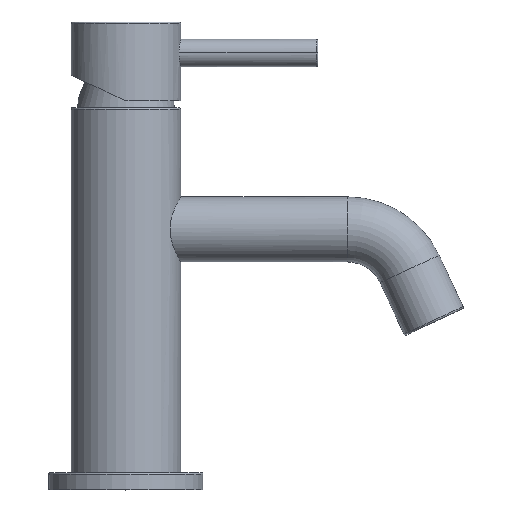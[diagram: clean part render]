
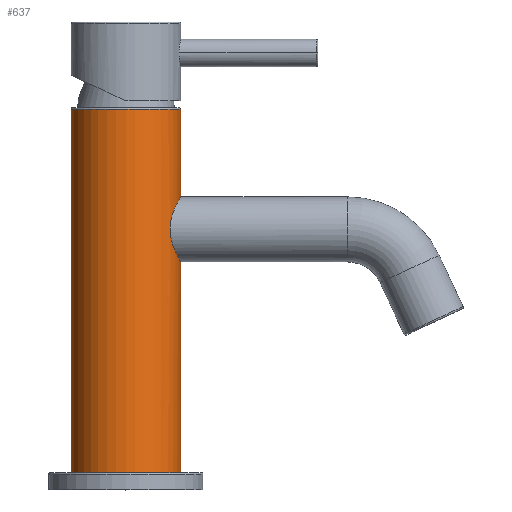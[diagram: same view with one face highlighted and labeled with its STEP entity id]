
A CAD part, top view. The second image highlights one B-rep face of the part: STEP entity #637.
In plain terms, the highlighted cylindrical face has radius 16 mm (diameter 32 mm), a partial arc.
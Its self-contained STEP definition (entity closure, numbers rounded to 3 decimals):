
#59=CARTESIAN_POINT('',(0.,111.,0.));
#60=DIRECTION('',(0.,1.,0.));
#61=DIRECTION('',(-1.,0.,0.));
#62=AXIS2_PLACEMENT_3D('',#59,#60,#61);
#64=CARTESIAN_POINT('',(16.,85.5,0.));
#65=CARTESIAN_POINT('',(16.,85.5,0.606));
#66=CARTESIAN_POINT('',(15.932,85.386,1.795));
#67=CARTESIAN_POINT('',(15.641,84.886,3.509));
#68=CARTESIAN_POINT('',(15.206,84.103,5.059));
#69=CARTESIAN_POINT('',(14.668,83.052,6.443));
#70=CARTESIAN_POINT('',(14.089,81.77,7.615));
#71=CARTESIAN_POINT('',(13.537,80.27,8.546));
#72=CARTESIAN_POINT('',(13.108,78.646,9.181));
#73=CARTESIAN_POINT('',(12.866,76.897,9.512));
#74=CARTESIAN_POINT('',(12.863,75.154,9.516));
#75=CARTESIAN_POINT('',(13.097,73.409,9.196));
#76=CARTESIAN_POINT('',(13.52,71.782,8.573));
#77=CARTESIAN_POINT('',(14.073,70.269,7.644));
#78=CARTESIAN_POINT('',(14.656,68.972,6.471));
#79=CARTESIAN_POINT('',(15.2,67.906,5.075));
#80=CARTESIAN_POINT('',(15.64,67.115,3.515));
#81=CARTESIAN_POINT('',(15.933,66.613,1.79));
#82=CARTESIAN_POINT('',(16.,66.5,0.604));
#83=CARTESIAN_POINT('',(16.,66.5,0.));
#85=DIRECTION('',(0.,1.,0.));
#86=VECTOR('',#85,106.);
#87=CARTESIAN_POINT('',(-16.,5.,0.));
#88=LINE('',#87,#86);
#94=DIRECTION('',(0.,1.,0.));
#95=VECTOR('',#94,61.5);
#96=CARTESIAN_POINT('',(16.,5.,0.));
#97=LINE('',#96,#95);
#98=CARTESIAN_POINT('',(16.,66.5,0.));
#117=CARTESIAN_POINT('',(16.,85.5,0.));
#119=DIRECTION('',(0.,1.,0.));
#120=VECTOR('',#119,25.5);
#121=CARTESIAN_POINT('',(16.,85.5,0.));
#122=LINE('',#121,#120);
#128=CARTESIAN_POINT('',(0.,5.,0.));
#129=DIRECTION('',(0.,1.,0.));
#130=DIRECTION('',(-1.,0.,0.));
#131=AXIS2_PLACEMENT_3D('',#128,#129,#130);
#439=CARTESIAN_POINT('',(16.,5.,0.));
#440=CARTESIAN_POINT('',(-16.,5.,0.));
#441=VERTEX_POINT('',#439);
#442=VERTEX_POINT('',#440);
#451=VERTEX_POINT('',#98);
#452=VERTEX_POINT('',#117);
#479=CARTESIAN_POINT('',(16.,111.,0.));
#480=CARTESIAN_POINT('',(-16.,111.,0.));
#481=VERTEX_POINT('',#479);
#482=VERTEX_POINT('',#480);
#619=CARTESIAN_POINT('',(0.,5.,0.));
#620=DIRECTION('',(0.,1.,0.));
#621=DIRECTION('',(1.,0.,0.));
#622=AXIS2_PLACEMENT_3D('',#619,#620,#621);
#623=CYLINDRICAL_SURFACE('',#622,16.);
#624=ORIENTED_EDGE('',*,*,#613,.T.);
#626=ORIENTED_EDGE('',*,*,#625,.F.);
#628=ORIENTED_EDGE('',*,*,#627,.T.);
#630=ORIENTED_EDGE('',*,*,#629,.F.);
#632=ORIENTED_EDGE('',*,*,#631,.F.);
#634=ORIENTED_EDGE('',*,*,#633,.T.);
#635=EDGE_LOOP('',(#624,#626,#628,#630,#632,#634));
#636=FACE_OUTER_BOUND('',#635,.F.);
#637=ADVANCED_FACE('',(#636),#623,.T.);
#63=CIRCLE('',#62,16.);
#84=B_SPLINE_CURVE_WITH_KNOTS('',3,(#64,#65,#66,#67,#68,#69,#70,#71,#72,#73,#74,
#75,#76,#77,#78,#79,#80,#81,#82,#83),.UNSPECIFIED.,.F.,.F.,(4,1,1,1,1,1,1,1,1,1,
1,1,1,1,1,1,1,4),(0.,0.059,0.118,0.176,
0.235,0.294,0.353,0.412,
0.471,0.529,0.588,0.647,
0.706,0.765,0.824,0.882,
0.941,1.),.UNSPECIFIED.);
#132=CIRCLE('',#131,16.);
#613=EDGE_CURVE('',#482,#481,#63,.T.);
#625=EDGE_CURVE('',#452,#481,#122,.T.);
#627=EDGE_CURVE('',#452,#451,#84,.T.);
#629=EDGE_CURVE('',#441,#451,#97,.T.);
#631=EDGE_CURVE('',#442,#441,#132,.T.);
#633=EDGE_CURVE('',#442,#482,#88,.T.);
